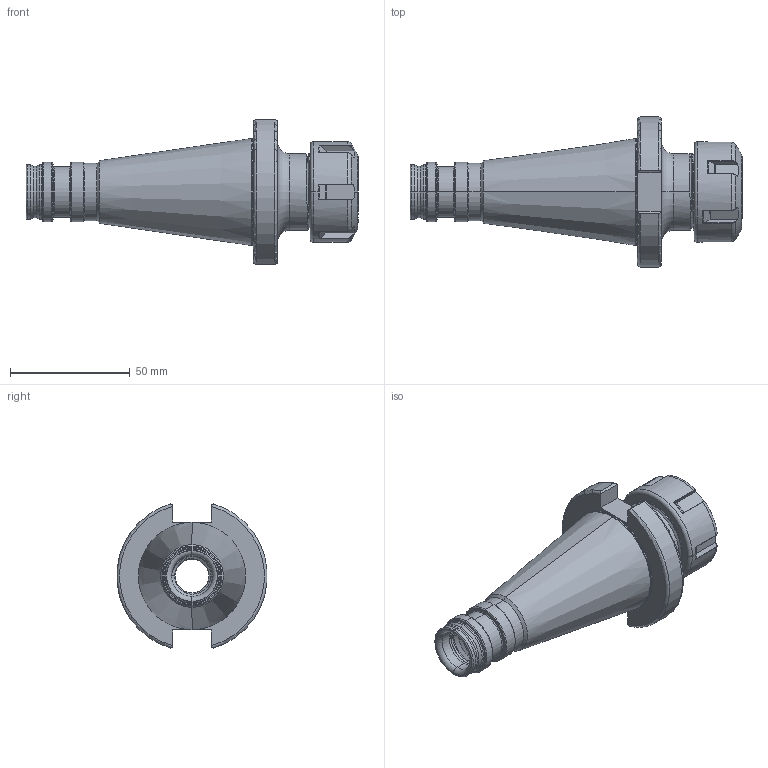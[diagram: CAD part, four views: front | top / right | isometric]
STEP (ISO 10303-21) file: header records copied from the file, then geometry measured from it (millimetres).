
FILE_DESCRIPTION (( 'STEP AP203' ), '1' );
FILE_NAME ('401.02.16.STEP', '2016-11-26T03:56:08', ( '' ), ( '' ), 'SwSTEP 2.0', 'SolidWorks 2012', '' );
FILE_SCHEMA (( 'CONFIG_CONTROL_DESIGN' ));
Length unit declared in the file: millimetre
Products named in the file (3): 2-01.100.0250200C7_ER25螺帽(六溝); 401.02.16
Assembly tree (2 placements, depth 2):
  401.02.16
    401.02.16
    2-01.100.0250200C7_ER25螺帽(六溝)
Bounding box: 138.5 x 62.57 x 60.15 mm (x, y, z)
Volume: 110309.1 mm3; surface area: 35328.8 mm2
Topology: 2 solids, 2 shells, 317 faces, 813 edges, 506 vertices
Faces by surface type: cylinder 121, torus 64, plane 61, bspline 42, cone 29
Entity records: 19220 total; most frequent: CARTESIAN_POINT 12090, ORIENTED_EDGE 1626, DIRECTION 1238, EDGE_CURVE 813, VERTEX_POINT 506, AXIS2_PLACEMENT_3D 503, EDGE_LOOP 327, ADVANCED_FACE 317
